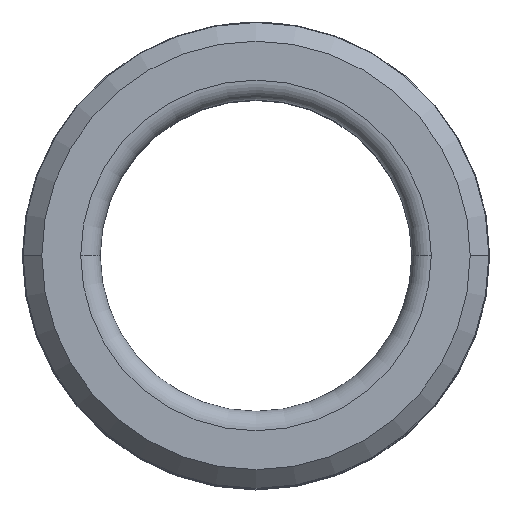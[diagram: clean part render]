
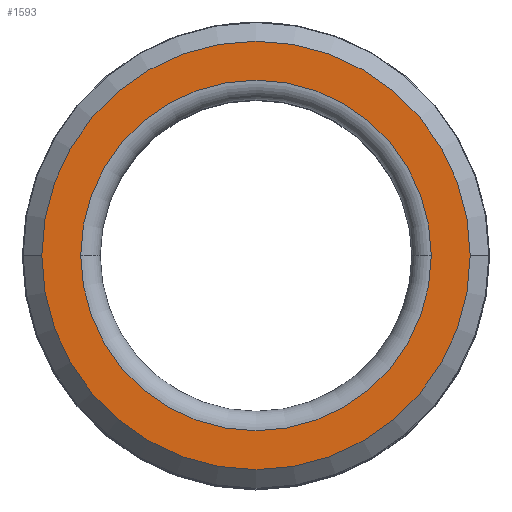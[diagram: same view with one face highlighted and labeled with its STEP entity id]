
A CAD part, top view. The second image highlights one B-rep face of the part: STEP entity #1593.
In plain terms, the highlighted planar face has unit normal (0, 0, 1).
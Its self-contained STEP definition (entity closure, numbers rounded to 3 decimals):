
#19 = CARTESIAN_POINT ( 'NONE',  ( 0., 0., 13. ) ) ;
#22 = EDGE_CURVE ( 'NONE', #1230, #968, #296, .T. ) ;
#37 = CARTESIAN_POINT ( 'NONE',  ( 0., 0., 13. ) ) ;
#103 = DIRECTION ( 'NONE',  ( 1., 0., 0. ) ) ;
#142 = CIRCLE ( 'NONE', #258, 5.5 ) ;
#161 = AXIS2_PLACEMENT_3D ( 'NONE', #1794, #951, #103 ) ;
#173 = DIRECTION ( 'NONE',  ( 1., 0., 0. ) ) ;
#215 = CARTESIAN_POINT ( 'NONE',  ( 0., 0., 13. ) ) ;
#221 = ORIENTED_EDGE ( 'NONE', *, *, #779, .T. ) ;
#258 = AXIS2_PLACEMENT_3D ( 'NONE', #215, #1207, #365 ) ;
#289 = FACE_OUTER_BOUND ( 'NONE', #920, .T. ) ;
#296 = CIRCLE ( 'NONE', #996, 4.5 ) ;
#299 = DIRECTION ( 'NONE',  ( 0., 0., -1. ) ) ;
#340 = ORIENTED_EDGE ( 'NONE', *, *, #22, .T. ) ;
#356 = EDGE_CURVE ( 'NONE', #1663, #1013, #142, .T. ) ;
#365 = DIRECTION ( 'NONE',  ( 1., 0., 0. ) ) ;
#408 = CARTESIAN_POINT ( 'NONE',  ( 4.5, 0., 13. ) ) ;
#424 = EDGE_CURVE ( 'NONE', #1013, #1663, #522, .T. ) ;
#489 = EDGE_LOOP ( 'NONE', ( #221, #340 ) ) ;
#514 = AXIS2_PLACEMENT_3D ( 'NONE', #37, #1021, #173 ) ;
#522 = CIRCLE ( 'NONE', #161, 5.5 ) ;
#648 = DIRECTION ( 'NONE',  ( 0., 0., 1. ) ) ;
#779 = EDGE_CURVE ( 'NONE', #968, #1230, #831, .T. ) ;
#786 = AXIS2_PLACEMENT_3D ( 'NONE', #1339, #648, #1630 ) ;
#819 = ORIENTED_EDGE ( 'NONE', *, *, #356, .T. ) ;
#831 = CIRCLE ( 'NONE', #514, 4.5 ) ;
#920 = EDGE_LOOP ( 'NONE', ( #1334, #819 ) ) ;
#951 = DIRECTION ( 'NONE',  ( 0., 0., 1. ) ) ;
#968 = VERTEX_POINT ( 'NONE', #408 ) ;
#992 = CARTESIAN_POINT ( 'NONE',  ( -5.5, 0., 13. ) ) ;
#996 = AXIS2_PLACEMENT_3D ( 'NONE', #19, #299, #1146 ) ;
#1013 = VERTEX_POINT ( 'NONE', #992 ) ;
#1021 = DIRECTION ( 'NONE',  ( 0., 0., -1. ) ) ;
#1146 = DIRECTION ( 'NONE',  ( 1., 0., 0. ) ) ;
#1195 = PLANE ( 'NONE',  #786 ) ;
#1207 = DIRECTION ( 'NONE',  ( 0., 0., 1. ) ) ;
#1230 = VERTEX_POINT ( 'NONE', #1799 ) ;
#1334 = ORIENTED_EDGE ( 'NONE', *, *, #424, .T. ) ;
#1339 = CARTESIAN_POINT ( 'NONE',  ( 0., 0., 13. ) ) ;
#1363 = FACE_BOUND ( 'NONE', #489, .T. ) ;
#1593 = ADVANCED_FACE ( 'NONE', ( #1363, #289 ), #1195, .T. ) ;
#1630 = DIRECTION ( 'NONE',  ( 1., 0., 0. ) ) ;
#1641 = CARTESIAN_POINT ( 'NONE',  ( 5.5, 0., 13. ) ) ;
#1663 = VERTEX_POINT ( 'NONE', #1641 ) ;
#1794 = CARTESIAN_POINT ( 'NONE',  ( 0., 0., 13. ) ) ;
#1799 = CARTESIAN_POINT ( 'NONE',  ( -4.5, 0., 13. ) ) ;
